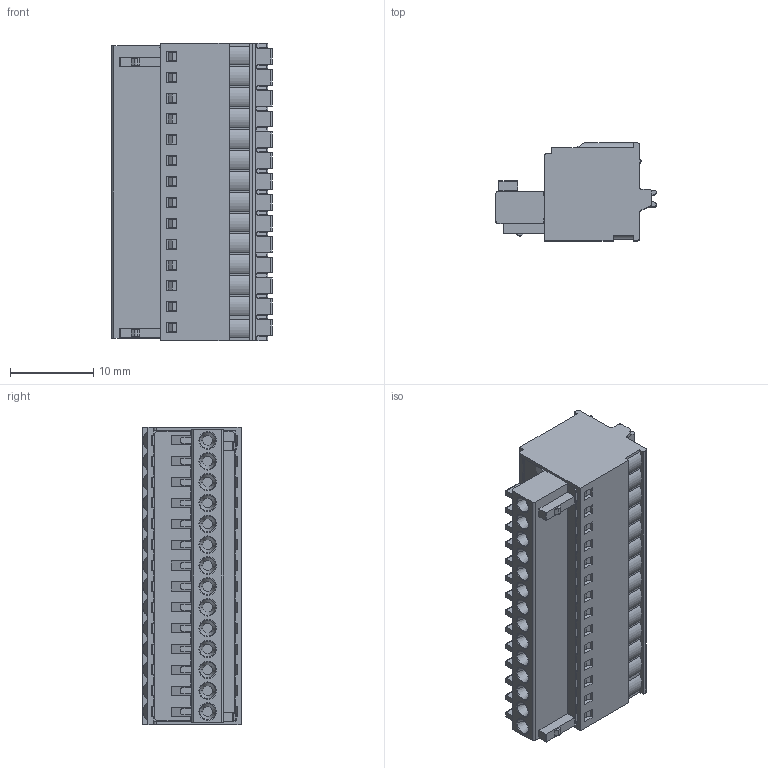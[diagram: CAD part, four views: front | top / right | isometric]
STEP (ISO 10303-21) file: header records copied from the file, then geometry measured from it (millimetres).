
FILE_DESCRIPTION((''),'2;1');
FILE_NAME('TLPS-006-03P','2024-09-14T',('sheji'),(''),'PRO/ENGINEER BY PARAMETRIC TECHNOLOGY CORPORATION, 2015240','PRO/ENGINEER BY PARAMETRIC TECHNOLOGY CORPORATION, 2015240','');
FILE_SCHEMA(('CONFIG_CONTROL_DESIGN'));
Length unit declared in the file: millimetre
Products named in the file (1): TLPS-006-03P
Bounding box: 19.2 x 11.75 x 35.6 mm (x, y, z)
Volume: 4992 mm3; surface area: 4010.7 mm2
Topology: 1 solids, 14 shells, 1554 faces, 4198 edges, 2770 vertices
Faces by surface type: plane 1104, cylinder 338, cone 70, torus 28, sphere 14
Entity records: 49304 total; most frequent: CARTESIAN_POINT 9502, ORIENTED_EDGE 8396, DIRECTION 8084, EDGE_CURVE 4198, VECTOR 3252, LINE 3252, VERTEX_POINT 2770, AXIS2_PLACEMENT_3D 2416
